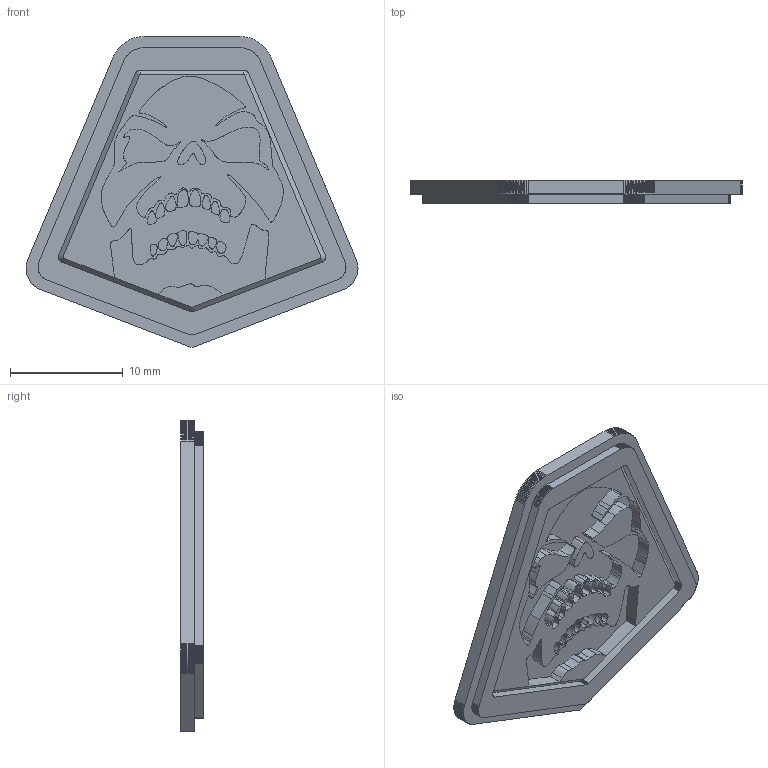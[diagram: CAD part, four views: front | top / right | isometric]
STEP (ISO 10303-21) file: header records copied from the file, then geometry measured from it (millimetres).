
FILE_DESCRIPTION(/* description */ (''),/* implementation_level */ '2;1');
FILE_NAME(/* name */ 'Reaper Toolhead Grill T1 Logo Skeletor.step',/* time_stamp */ '2024-08-08T00:55:40+02:00',/* author */ (''),/* organization */ (''),/* preprocessor_version */ 'ST-DEVELOPER v20',/* originating_system */ 'Autodesk Translation Framework v13.14.0.145',/* authorisation */ '');
FILE_SCHEMA (('AUTOMOTIVE_DESIGN { 1 0 10303 214 3 1 1 }'));
Length unit declared in the file: millimetre
Products named in the file (3): Reaper Toolhead Grill T1 Logo Skeletor; Grill T1 Logo Plate Skeletor; Grill T1 Logo Plate Holder
Assembly tree (2 placements, depth 2):
  Reaper Toolhead Grill T1 Logo Skeletor
    Grill T1 Logo Plate Skeletor
    Grill T1 Logo Plate Holder
Bounding box: 29.45 x 2 x 27.6 mm (x, y, z)
Volume: 698.8 mm3; surface area: 2071.3 mm2
Topology: 5 solids, 5 shells, 1102 faces, 2569 edges, 1478 vertices
Faces by surface type: plane 773, bspline 319, cone 5, cylinder 5
Entity records: 31075 total; most frequent: CARTESIAN_POINT 8913, ORIENTED_EDGE 5138, DIRECTION 3794, EDGE_CURVE 2569, LINE 1916, VECTOR 1916, VERTEX_POINT 1478, EDGE_LOOP 1135
